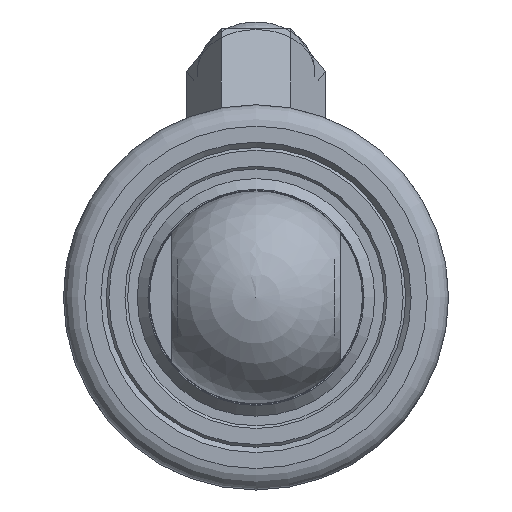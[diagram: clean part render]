
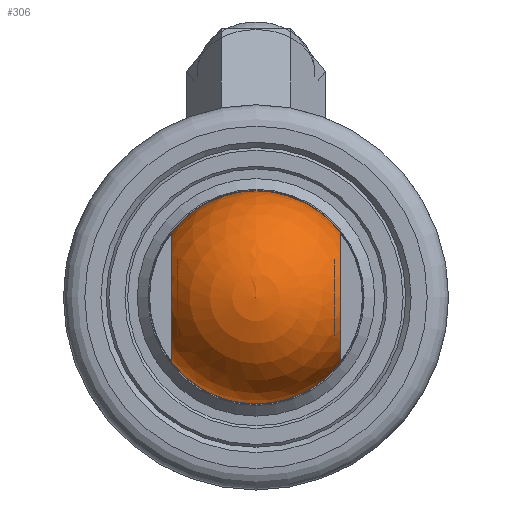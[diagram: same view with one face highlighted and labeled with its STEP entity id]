
A CAD part, left-side view. The second image highlights one B-rep face of the part: STEP entity #306.
In plain terms, the highlighted spherical face has radius 9.95 mm.
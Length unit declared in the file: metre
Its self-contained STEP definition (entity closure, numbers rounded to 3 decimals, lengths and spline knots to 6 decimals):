
#306 = ADVANCED_FACE( '', ( #560, #561 ), #562, .T. );
#560 = FACE_BOUND( '', #782, .T. );
#561 = FACE_OUTER_BOUND( '', #783, .T. );
#562 = SPHERICAL_SURFACE( '', #784, 0.00995 );
#782 = VERTEX_LOOP( '', #1193 );
#783 = EDGE_LOOP( '', ( #1194, #1195, #1196, #1197 ) );
#784 = AXIS2_PLACEMENT_3D( '', #1198, #1199, #1200 );
#1193 = VERTEX_POINT( '', #1375 );
#1194 = ORIENTED_EDGE( '', *, *, #1333, .F. );
#1195 = ORIENTED_EDGE( '', *, *, #1353, .T. );
#1196 = ORIENTED_EDGE( '', *, *, #1330, .F. );
#1197 = ORIENTED_EDGE( '', *, *, #1340, .T. );
#1198 = CARTESIAN_POINT( '', ( 0.01505, 0., 0. ) );
#1199 = DIRECTION( '', ( 1., 0., 0. ) );
#1200 = DIRECTION( '', ( 0., 0., -1. ) );
#1330 = EDGE_CURVE( '', #1540, #1541, #1542, .T. );
#1333 = EDGE_CURVE( '', #1544, #1546, #1547, .T. );
#1340 = EDGE_CURVE( '', #1540, #1546, #1557, .F. );
#1353 = EDGE_CURVE( '', #1544, #1541, #1574, .F. );
#1375 = CARTESIAN_POINT( '', ( 0.025, 0., 0. ) );
#1540 = VERTEX_POINT( '', #1939 );
#1541 = VERTEX_POINT( '', #1940 );
#1542 = CIRCLE( '', #1941, 0.00995 );
#1544 = VERTEX_POINT( '', #1944 );
#1546 = VERTEX_POINT( '', #1947 );
#1547 = CIRCLE( '', #1948, 0.00995 );
#1557 = CIRCLE( '', #1961, 0.006082 );
#1574 = CIRCLE( '', #1979, 0.006082 );
#1939 = CARTESIAN_POINT( '', ( 0.01505, -0.007875, 0.006082 ) );
#1940 = CARTESIAN_POINT( '', ( 0.01505, 0.007875, 0.006082 ) );
#1941 = AXIS2_PLACEMENT_3D( '', #2150, #2151, #2152 );
#1944 = CARTESIAN_POINT( '', ( 0.01505, 0.007875, -0.006082 ) );
#1947 = CARTESIAN_POINT( '', ( 0.01505, -0.007875, -0.006082 ) );
#1948 = AXIS2_PLACEMENT_3D( '', #2155, #2156, #2157 );
#1961 = AXIS2_PLACEMENT_3D( '', #2167, #2168, #2169 );
#1979 = AXIS2_PLACEMENT_3D( '', #2183, #2184, #2185 );
#2150 = CARTESIAN_POINT( '', ( 0.01505, 0., 0. ) );
#2151 = DIRECTION( '', ( -1., 0., 0. ) );
#2152 = DIRECTION( '', ( 0., 0., 1. ) );
#2155 = CARTESIAN_POINT( '', ( 0.01505, 0., 0. ) );
#2156 = DIRECTION( '', ( -1., 0., 0. ) );
#2157 = DIRECTION( '', ( 0., 0., 1. ) );
#2167 = CARTESIAN_POINT( '', ( 0.01505, -0.007875, 0. ) );
#2168 = DIRECTION( '', ( 0., -1., 0. ) );
#2169 = DIRECTION( '', ( 0., 0., -1. ) );
#2183 = CARTESIAN_POINT( '', ( 0.01505, 0.007875, 0. ) );
#2184 = DIRECTION( '', ( 0., 1., 0. ) );
#2185 = DIRECTION( '', ( 0., 0., 1. ) );
